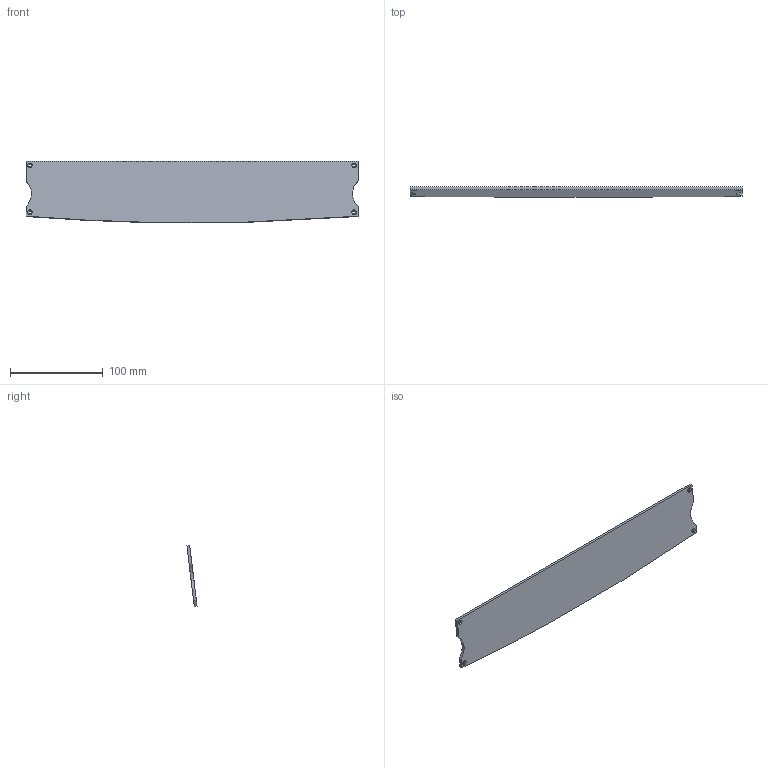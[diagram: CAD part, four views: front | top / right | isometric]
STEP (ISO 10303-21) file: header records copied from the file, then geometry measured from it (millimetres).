
FILE_DESCRIPTION(/* description */ (''),/* implementation_level */ '2;1');
FILE_NAME(/* name */ 'Weight.step',/* time_stamp */ '2024-11-18T17:44:31+02:00',/* author */ (''),/* organization */ (''),/* preprocessor_version */ 'ST-DEVELOPER v20',/* originating_system */ 'Autodesk Translation Framework v13.20.0.188',/* authorisation */ '');
FILE_SCHEMA (('AUTOMOTIVE_DESIGN { 1 0 10303 214 3 1 1 }'));
Length unit declared in the file: millimetre
Products named in the file (1): weight
Bounding box: 358.05 x 11.05 x 66.11 mm (x, y, z)
Volume: 68297.9 mm3; surface area: 48168 mm2
Topology: 1 solids, 1 shells, 18 faces, 44 edges, 28 vertices
Faces by surface type: plane 7, cone 4, cylinder 4, bspline 3
Full cylindrical faces by diameter (mm): 2.9 x4
Entity records: 692 total; most frequent: CARTESIAN_POINT 232, ORIENTED_EDGE 88, DIRECTION 76, EDGE_CURVE 44, VERTEX_POINT 28, AXIS2_PLACEMENT_3D 28, EDGE_LOOP 26, LINE 20
